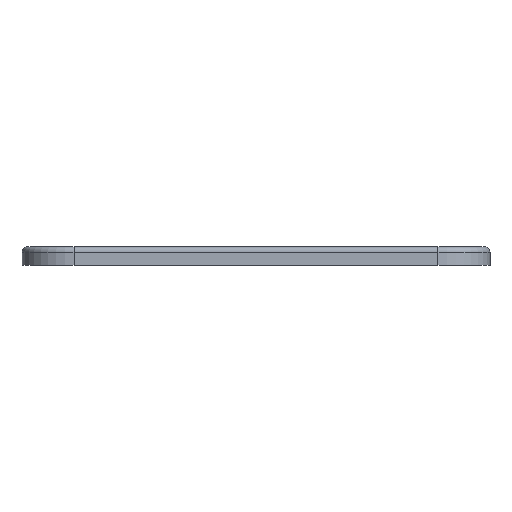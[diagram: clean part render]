
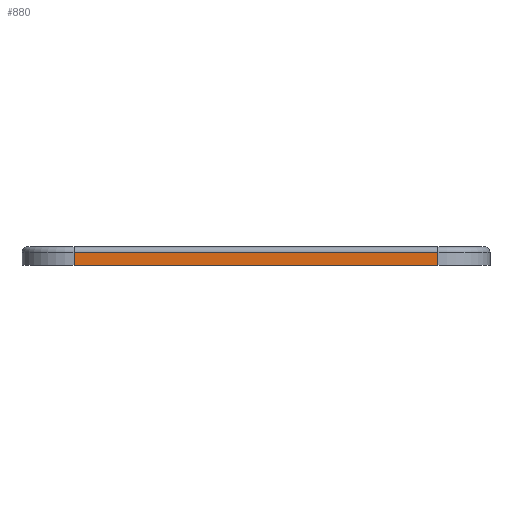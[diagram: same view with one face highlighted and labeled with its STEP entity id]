
A CAD part, left-side view. The second image highlights one B-rep face of the part: STEP entity #880.
In plain terms, the highlighted planar face has unit normal (-1, 0, 0).
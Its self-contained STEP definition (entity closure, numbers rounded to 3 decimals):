
#32 = CARTESIAN_POINT ( 'NONE',  ( -95., -35., 52.5 ) ) ;
#70 = CARTESIAN_POINT ( 'NONE',  ( -95., 35., 50. ) ) ;
#89 = EDGE_CURVE ( 'NONE', #887, #569, #828, .T. ) ;
#93 = LINE ( 'NONE', #379, #728 ) ;
#132 = EDGE_CURVE ( 'NONE', #1007, #722, #495, .T. ) ;
#171 = CARTESIAN_POINT ( 'NONE',  ( -95., 35., 52.5 ) ) ;
#181 = LINE ( 'NONE', #237, #347 ) ;
#205 = EDGE_LOOP ( 'NONE', ( #695, #859, #448, #973 ) ) ;
#237 = CARTESIAN_POINT ( 'NONE',  ( -95., -35., 53.5 ) ) ;
#283 = CARTESIAN_POINT ( 'NONE',  ( -95., 35., 53.5 ) ) ;
#347 = VECTOR ( 'NONE', #544, 1000. ) ;
#379 = CARTESIAN_POINT ( 'NONE',  ( -95., 35., 53.5 ) ) ;
#446 = DIRECTION ( 'NONE',  ( 0., 1., 0. ) ) ;
#448 = ORIENTED_EDGE ( 'NONE', *, *, #899, .T. ) ;
#476 = DIRECTION ( 'NONE',  ( 0., 0., -1. ) ) ;
#495 = LINE ( 'NONE', #906, #977 ) ;
#544 = DIRECTION ( 'NONE',  ( 0., 0., -1. ) ) ;
#569 = VERTEX_POINT ( 'NONE', #801 ) ;
#592 = AXIS2_PLACEMENT_3D ( 'NONE', #283, #922, #446 ) ;
#695 = ORIENTED_EDGE ( 'NONE', *, *, #771, .F. ) ;
#722 = VERTEX_POINT ( 'NONE', #171 ) ;
#728 = VECTOR ( 'NONE', #476, 1000. ) ;
#750 = VECTOR ( 'NONE', #833, 1000. ) ;
#771 = EDGE_CURVE ( 'NONE', #1007, #569, #181, .T. ) ;
#801 = CARTESIAN_POINT ( 'NONE',  ( -95., -35., 50. ) ) ;
#828 = LINE ( 'NONE', #983, #750 ) ;
#833 = DIRECTION ( 'NONE',  ( 0., -1., 0. ) ) ;
#843 = FACE_OUTER_BOUND ( 'NONE', #205, .T. ) ;
#850 = PLANE ( 'NONE',  #592 ) ;
#859 = ORIENTED_EDGE ( 'NONE', *, *, #132, .T. ) ;
#880 = ADVANCED_FACE ( 'NONE', ( #843 ), #850, .F. ) ;
#887 = VERTEX_POINT ( 'NONE', #70 ) ;
#899 = EDGE_CURVE ( 'NONE', #722, #887, #93, .T. ) ;
#906 = CARTESIAN_POINT ( 'NONE',  ( -95., 35., 52.5 ) ) ;
#916 = DIRECTION ( 'NONE',  ( 0., 1., 0. ) ) ;
#922 = DIRECTION ( 'NONE',  ( 1., 0., 0. ) ) ;
#973 = ORIENTED_EDGE ( 'NONE', *, *, #89, .T. ) ;
#977 = VECTOR ( 'NONE', #916, 1000. ) ;
#983 = CARTESIAN_POINT ( 'NONE',  ( -95., 35., 50. ) ) ;
#1007 = VERTEX_POINT ( 'NONE', #32 ) ;
